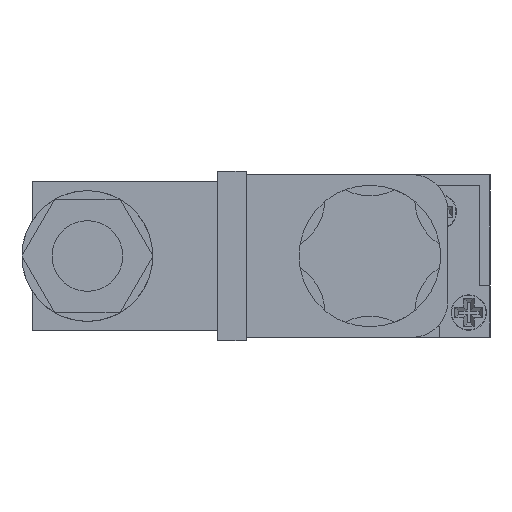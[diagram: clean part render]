
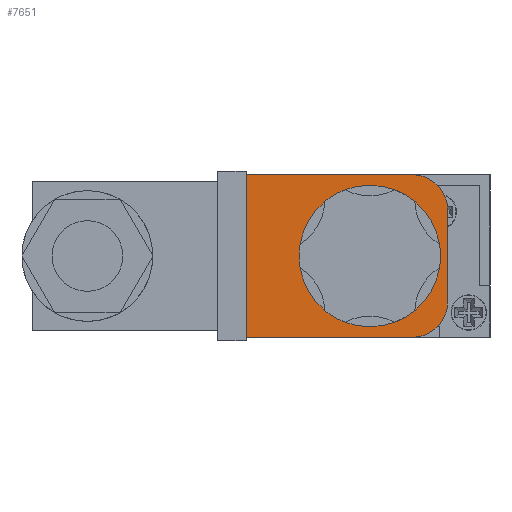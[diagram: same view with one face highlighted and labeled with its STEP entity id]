
A CAD part, left-side view. The second image highlights one B-rep face of the part: STEP entity #7651.
In plain terms, the highlighted planar face has unit normal (-1, 0, 0).
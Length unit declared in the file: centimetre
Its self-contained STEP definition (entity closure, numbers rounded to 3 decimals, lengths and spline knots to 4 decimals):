
#347=PLANE($,#8376);
#1046=LINE($,#12691,#1772);
#1047=LINE($,#12693,#1773);
#1048=LINE($,#12695,#1774);
#1049=LINE($,#12699,#1775);
#1772=VECTOR($,#10448,2.35);
#1773=VECTOR($,#10449,2.3);
#1774=VECTOR($,#10450,2.35);
#1775=VECTOR($,#10453,1.3);
#1989=FACE_BOUND($,#3038,.T.);
#2416=FACE_OUTER_BOUND($,#3037,.T.);
#3037=EDGE_LOOP($,(#6887,#6888,#6889,#6890,#6891,#6892));
#3038=EDGE_LOOP($,(#6893));
#3314=CIRCLE($,#8335,1.);
#3342=CIRCLE($,#8377,0.5);
#3343=CIRCLE($,#8378,0.5);
#4001=VERTEX_POINT($,#12585);
#4045=VERTEX_POINT($,#12689);
#4046=VERTEX_POINT($,#12690);
#4047=VERTEX_POINT($,#12692);
#4048=VERTEX_POINT($,#12694);
#4049=VERTEX_POINT($,#12696);
#4050=VERTEX_POINT($,#12698);
#4966=EDGE_CURVE($,#4001,#4001,#3314,.T.);
#5012=EDGE_CURVE($,#4045,#4046,#1046,.T.);
#5013=EDGE_CURVE($,#4046,#4047,#1047,.T.);
#5014=EDGE_CURVE($,#4047,#4048,#1048,.T.);
#5015=EDGE_CURVE($,#4048,#4049,#3342,.T.);
#5016=EDGE_CURVE($,#4049,#4050,#1049,.T.);
#5017=EDGE_CURVE($,#4050,#4045,#3343,.T.);
#6887=ORIENTED_EDGE($,*,*,#5012,.T.);
#6888=ORIENTED_EDGE($,*,*,#5013,.T.);
#6889=ORIENTED_EDGE($,*,*,#5014,.T.);
#6890=ORIENTED_EDGE($,*,*,#5015,.T.);
#6891=ORIENTED_EDGE($,*,*,#5016,.T.);
#6892=ORIENTED_EDGE($,*,*,#5017,.T.);
#6893=ORIENTED_EDGE($,*,*,#4966,.T.);
#7651=ADVANCED_FACE($,(#2416,#1989),#347,.T.);
#8335=AXIS2_PLACEMENT_3D($,#12586,#10346,#10347);
#8376=AXIS2_PLACEMENT_3D($,#12688,#10446,#10447);
#8377=AXIS2_PLACEMENT_3D($,#12697,#10451,#10452);
#8378=AXIS2_PLACEMENT_3D($,#12700,#10454,#10455);
#10346=DIRECTION('center_axis',(1.,0.,0.));
#10347=DIRECTION('ref_axis',(0.,0.,
-1.));
#10446=DIRECTION('center_axis',(-1.,0.,0.));
#10447=DIRECTION('ref_axis',(0.,0.,1.));
#10448=DIRECTION($,(0.,1.,0.));
#10449=DIRECTION($,(0.,0.,-1.));
#10450=DIRECTION($,(0.,-1.,0.));
#10451=DIRECTION('center_axis',(-1.,0.,0.));
#10452=DIRECTION('ref_axis',(0.,0.,
1.));
#10453=DIRECTION($,(0.,0.,1.));
#10454=DIRECTION('center_axis',(-1.,0.,0.));
#10455=DIRECTION('ref_axis',(0.,0.,
-1.));
#12585=CARTESIAN_POINT('',(-7.755,-1.7,-1.));
#12586=CARTESIAN_POINT('Origin',(-7.755,-1.7,0.));
#12688=CARTESIAN_POINT('Origin',(-7.755,-2.3,-0.65));
#12689=CARTESIAN_POINT('',(-7.755,-2.3,1.15));
#12690=CARTESIAN_POINT('',(-7.755,0.05,1.15));
#12691=CARTESIAN_POINT($,(-7.755,-2.3,1.15));
#12692=CARTESIAN_POINT('',(-7.755,0.05,-1.15));
#12693=CARTESIAN_POINT($,(-7.755,0.05,-1.15));
#12694=CARTESIAN_POINT('',(-7.755,-2.3,-1.15));
#12695=CARTESIAN_POINT($,(-7.755,-2.3,-1.15));
#12696=CARTESIAN_POINT('',(-7.755,-2.8,-0.65));
#12697=CARTESIAN_POINT('Origin',(-7.755,-2.3,-0.65));
#12698=CARTESIAN_POINT('',(-7.755,-2.8,0.65));
#12699=CARTESIAN_POINT($,(-7.755,-2.8,-0.65));
#12700=CARTESIAN_POINT('Origin',(-7.755,-2.3,0.65));
